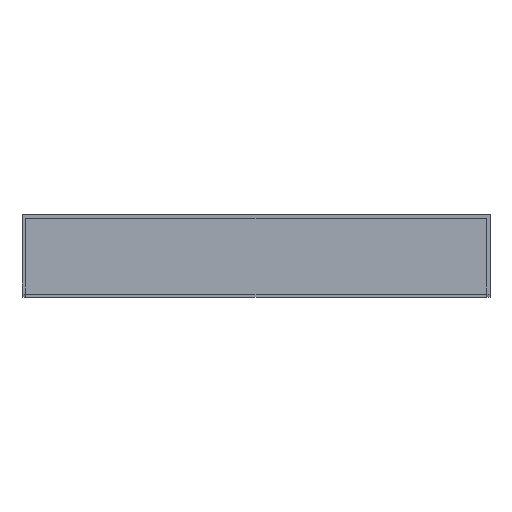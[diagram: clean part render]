
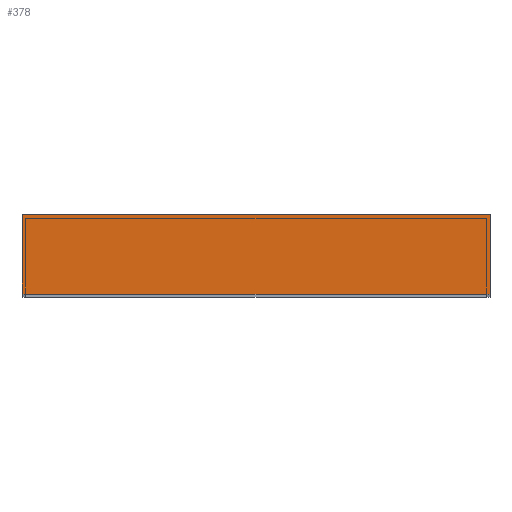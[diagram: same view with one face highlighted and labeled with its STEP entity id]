
A CAD part, top view. The second image highlights one B-rep face of the part: STEP entity #378.
In plain terms, the highlighted planar face has unit normal (0, 0, 1).
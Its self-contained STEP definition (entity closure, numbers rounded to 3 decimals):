
#3 = CARTESIAN_POINT ( 'NONE',  ( 61., 0., 242. ) ) ;
#15 = DIRECTION ( 'NONE',  ( -1., 0., 0. ) ) ;
#39 = VERTEX_POINT ( 'NONE', #776 ) ;
#44 = EDGE_CURVE ( 'NONE', #225, #39, #562, .T. ) ;
#51 = ORIENTED_EDGE ( 'NONE', *, *, #44, .T. ) ;
#55 = VERTEX_POINT ( 'NONE', #613 ) ;
#60 = EDGE_CURVE ( 'NONE', #39, #508, #320, .T. ) ;
#69 = DIRECTION ( 'NONE',  ( -1., 0., 0. ) ) ;
#91 = VECTOR ( 'NONE', #489, 1000. ) ;
#102 = EDGE_CURVE ( 'NONE', #55, #225, #261, .T. ) ;
#130 = PLANE ( 'NONE',  #684 ) ;
#133 = DIRECTION ( 'NONE',  ( 0., -1., 0. ) ) ;
#136 = EDGE_CURVE ( 'NONE', #508, #55, #506, .T. ) ;
#137 = CARTESIAN_POINT ( 'NONE',  ( 0., 0., 242. ) ) ;
#144 = CARTESIAN_POINT ( 'NONE',  ( 62., 21., 242. ) ) ;
#185 = DIRECTION ( 'NONE',  ( 1., 0., 0. ) ) ;
#204 = CARTESIAN_POINT ( 'NONE',  ( 62., 0., 242. ) ) ;
#225 = VERTEX_POINT ( 'NONE', #144 ) ;
#261 = LINE ( 'NONE', #204, #91 ) ;
#272 = VECTOR ( 'NONE', #133, 1000. ) ;
#320 = LINE ( 'NONE', #682, #272 ) ;
#322 = DIRECTION ( 'NONE',  ( 0., 0., -1. ) ) ;
#368 = ORIENTED_EDGE ( 'NONE', *, *, #60, .T. ) ;
#378 = ADVANCED_FACE ( 'NONE', ( #612 ), #130, .F. ) ;
#401 = ORIENTED_EDGE ( 'NONE', *, *, #102, .T. ) ;
#424 = ORIENTED_EDGE ( 'NONE', *, *, #136, .T. ) ;
#489 = DIRECTION ( 'NONE',  ( 0., 1., 0. ) ) ;
#506 = LINE ( 'NONE', #3, #630 ) ;
#508 = VERTEX_POINT ( 'NONE', #580 ) ;
#555 = EDGE_LOOP ( 'NONE', ( #51, #368, #424, #401 ) ) ;
#562 = LINE ( 'NONE', #673, #603 ) ;
#580 = CARTESIAN_POINT ( 'NONE',  ( -62., 0., 242. ) ) ;
#603 = VECTOR ( 'NONE', #69, 1000. ) ;
#612 = FACE_OUTER_BOUND ( 'NONE', #555, .T. ) ;
#613 = CARTESIAN_POINT ( 'NONE',  ( 62., 0., 242. ) ) ;
#630 = VECTOR ( 'NONE', #185, 1000. ) ;
#673 = CARTESIAN_POINT ( 'NONE',  ( -62., 21., 242. ) ) ;
#682 = CARTESIAN_POINT ( 'NONE',  ( -62., 0., 242. ) ) ;
#684 = AXIS2_PLACEMENT_3D ( 'NONE', #137, #322, #15 ) ;
#776 = CARTESIAN_POINT ( 'NONE',  ( -62., 21., 242. ) ) ;
